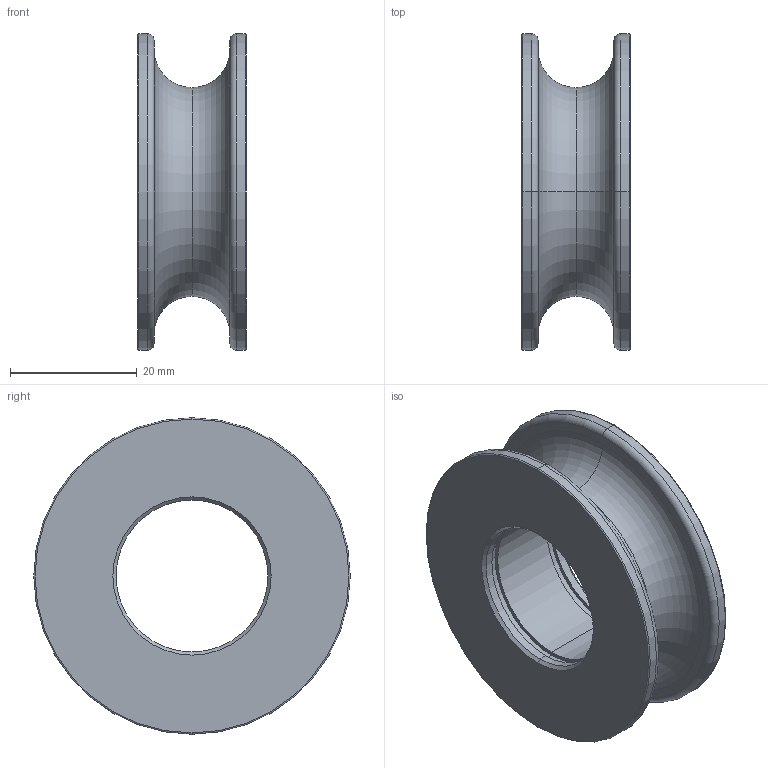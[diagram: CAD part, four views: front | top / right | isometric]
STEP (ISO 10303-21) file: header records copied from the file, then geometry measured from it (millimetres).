
FILE_DESCRIPTION (( 'STEP AP203' ), '1' );
FILE_NAME ('20744.STEP', '2025-06-30T11:41:55', ( '' ), ( '' ), 'SwSTEP 2.0', 'SolidWorks 2024', '' );
FILE_SCHEMA (( 'CONFIG_CONTROL_DESIGN' ));
Length unit declared in the file: millimetre
Products named in the file (1): 20744
Bounding box: 17.2 x 50 x 50 mm (x, y, z)
Volume: 14215.5 mm3; surface area: 8083.4 mm2
Topology: 1 solids, 1 shells, 38 faces, 76 edges, 46 vertices
Faces by surface type: cylinder 14, torus 12, plane 8, cone 4
Entity records: 1087 total; most frequent: DIRECTION 212, CARTESIAN_POINT 161, ORIENTED_EDGE 152, AXIS2_PLACEMENT_3D 97, EDGE_CURVE 76, CIRCLE 58, VERTEX_POINT 46, EDGE_LOOP 46
